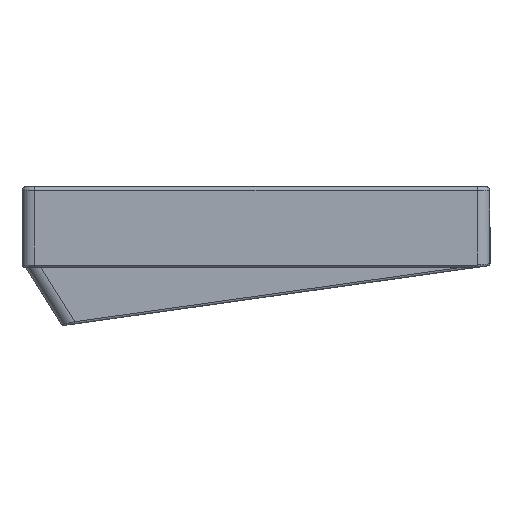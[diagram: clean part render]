
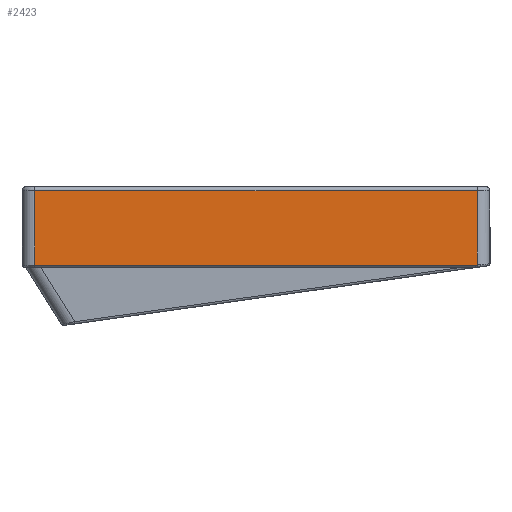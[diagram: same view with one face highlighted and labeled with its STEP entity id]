
A CAD part, left-side view. The second image highlights one B-rep face of the part: STEP entity #2423.
In plain terms, the highlighted planar face has unit normal (-1, 0, 0).
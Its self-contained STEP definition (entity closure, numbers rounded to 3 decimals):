
#159=PLANE('',#2714);
#296=FACE_OUTER_BOUND('',#457,.T.);
#457=EDGE_LOOP('',(#2148,#2149,#2150,#2151,#2152));
#639=LINE('',#4644,#815);
#643=LINE('',#4687,#819);
#644=LINE('',#4691,#820);
#645=LINE('',#4692,#821);
#815=VECTOR('',#3412,10.);
#819=VECTOR('',#3428,10.);
#820=VECTOR('',#3433,10.);
#821=VECTOR('',#3434,10.);
#953=CIRCLE('',#2709,7.5);
#1170=VERTEX_POINT('',#4638);
#1171=VERTEX_POINT('',#4642);
#1173=VERTEX_POINT('',#4647);
#1176=VERTEX_POINT('',#4686);
#1177=VERTEX_POINT('',#4690);
#1500=EDGE_CURVE('',#1171,#1170,#639,.T.);
#1502=EDGE_CURVE('',#1173,#1171,#953,.T.);
#1509=EDGE_CURVE('',#1170,#1176,#643,.T.);
#1511=EDGE_CURVE('',#1177,#1173,#644,.T.);
#1512=EDGE_CURVE('',#1176,#1177,#645,.T.);
#2148=ORIENTED_EDGE('',*,*,#1500,.F.);
#2149=ORIENTED_EDGE('',*,*,#1502,.F.);
#2150=ORIENTED_EDGE('',*,*,#1511,.F.);
#2151=ORIENTED_EDGE('',*,*,#1512,.F.);
#2152=ORIENTED_EDGE('',*,*,#1509,.F.);
#2423=ADVANCED_FACE('',(#296),#159,.T.);
#2709=AXIS2_PLACEMENT_3D('',#4649,#3417,#3418);
#2714=AXIS2_PLACEMENT_3D('',#4689,#3431,#3432);
#3412=DIRECTION('',(0.,1.,0.));
#3417=DIRECTION('center_axis',(1.,0.,0.));
#3418=DIRECTION('ref_axis',(0.,-0.02,-1.));
#3428=DIRECTION('',(0.,0.,1.));
#3431=DIRECTION('center_axis',(-1.,0.,0.));
#3432=DIRECTION('ref_axis',(0.,-1.,0.));
#3433=DIRECTION('',(0.,0.,-1.));
#3434=DIRECTION('',(0.,-1.,0.));
#4638=CARTESIAN_POINT('',(-148.351,68.263,-22.163));
#4642=CARTESIAN_POINT('',(-148.351,-35.612,-22.163));
#4644=CARTESIAN_POINT('',(-148.351,70.763,-22.163));
#4647=CARTESIAN_POINT('',(-148.351,-35.937,-22.156));
#4649=CARTESIAN_POINT('Origin',(-148.351,-35.612,-14.663));
#4686=CARTESIAN_POINT('',(-148.351,68.263,-4.663));
#4687=CARTESIAN_POINT('',(-148.351,68.263,-11.463));
#4689=CARTESIAN_POINT('Origin',(-148.351,71.263,-11.463));
#4690=CARTESIAN_POINT('',(-148.351,-35.937,-4.663));
#4691=CARTESIAN_POINT('',(-148.351,-35.937,-11.463));
#4692=CARTESIAN_POINT('',(-148.351,43.713,-4.663));
